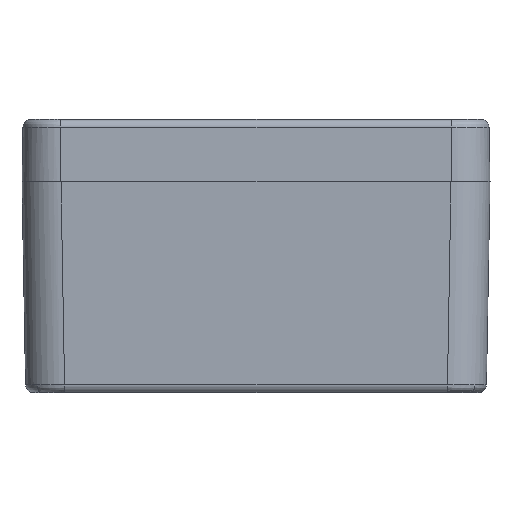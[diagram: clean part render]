
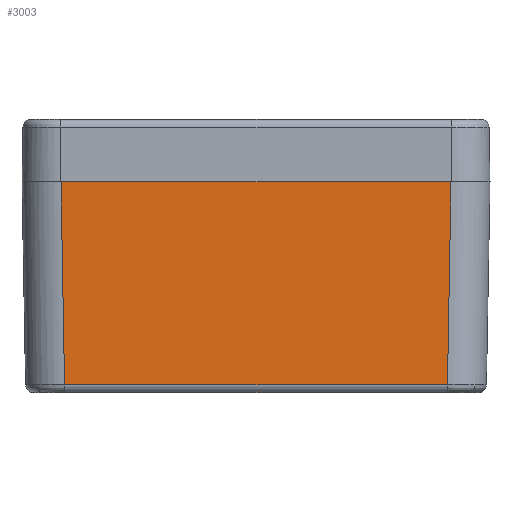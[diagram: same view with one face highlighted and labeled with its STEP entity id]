
A CAD part, left-side view. The second image highlights one B-rep face of the part: STEP entity #3003.
In plain terms, the highlighted planar face has unit normal (-1, 0, -0.018).
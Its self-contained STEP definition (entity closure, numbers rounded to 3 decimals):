
#140 = LINE ( 'NONE', #10615, #4829 ) ;
#789 = PLANE ( 'NONE',  #8266 ) ;
#1174 = DIRECTION ( 'NONE',  ( 0.017, -0.017, -1. ) ) ;
#1340 = VECTOR ( 'NONE', #1174, 1000. ) ;
#1601 = EDGE_CURVE ( 'NONE', #6240, #6888, #4645, .T. ) ;
#2446 = VERTEX_POINT ( 'NONE', #7615 ) ;
#3003 = ADVANCED_FACE ( 'NONE', ( #6313 ), #789, .T. ) ;
#3211 = EDGE_LOOP ( 'NONE', ( #5591, #9512, #10528, #3308 ) ) ;
#3308 = ORIENTED_EDGE ( 'NONE', *, *, #9218, .F. ) ;
#4645 = LINE ( 'NONE', #8281, #9432 ) ;
#4829 = VECTOR ( 'NONE', #8058, 1000. ) ;
#5283 = VERTEX_POINT ( 'NONE', #6441 ) ;
#5328 = EDGE_CURVE ( 'NONE', #2446, #6240, #8093, .T. ) ;
#5591 = ORIENTED_EDGE ( 'NONE', *, *, #5328, .T. ) ;
#6056 = VECTOR ( 'NONE', #10171, 1000. ) ;
#6240 = VERTEX_POINT ( 'NONE', #10776 ) ;
#6313 = FACE_OUTER_BOUND ( 'NONE', #3211, .T. ) ;
#6441 = CARTESIAN_POINT ( 'NONE',  ( -45., -25.001, 0. ) ) ;
#6474 = LINE ( 'NONE', #10079, #6056 ) ;
#6888 = VERTEX_POINT ( 'NONE', #10973 ) ;
#7047 = CARTESIAN_POINT ( 'NONE',  ( -45., -30., 0. ) ) ;
#7084 = DIRECTION ( 'NONE',  ( -0.017, 0., 1. ) ) ;
#7224 = DIRECTION ( 'NONE',  ( 0., -1., 0. ) ) ;
#7615 = CARTESIAN_POINT ( 'NONE',  ( -45., 25.001, 0. ) ) ;
#8058 = DIRECTION ( 'NONE',  ( -0.017, -0.017, 1. ) ) ;
#8093 = LINE ( 'NONE', #10192, #1340 ) ;
#8230 = EDGE_CURVE ( 'NONE', #6888, #5283, #140, .T. ) ;
#8266 = AXIS2_PLACEMENT_3D ( 'NONE', #7047, #8903, #7084 ) ;
#8281 = CARTESIAN_POINT ( 'NONE',  ( -44.546, -30., -26.017 ) ) ;
#8903 = DIRECTION ( 'NONE',  ( -1., 0., -0.017 ) ) ;
#9218 = EDGE_CURVE ( 'NONE', #2446, #5283, #6474, .T. ) ;
#9432 = VECTOR ( 'NONE', #7224, 1000. ) ;
#9512 = ORIENTED_EDGE ( 'NONE', *, *, #1601, .T. ) ;
#10079 = CARTESIAN_POINT ( 'NONE',  ( -45., -30., 0. ) ) ;
#10171 = DIRECTION ( 'NONE',  ( 0., -1., 0. ) ) ;
#10192 = CARTESIAN_POINT ( 'NONE',  ( -44.983, 24.984, -0.959 ) ) ;
#10528 = ORIENTED_EDGE ( 'NONE', *, *, #8230, .T. ) ;
#10615 = CARTESIAN_POINT ( 'NONE',  ( -45.002, -25.002, 0.087 ) ) ;
#10776 = CARTESIAN_POINT ( 'NONE',  ( -44.546, 24.547, -26.017 ) ) ;
#10973 = CARTESIAN_POINT ( 'NONE',  ( -44.546, -24.547, -26.017 ) ) ;
